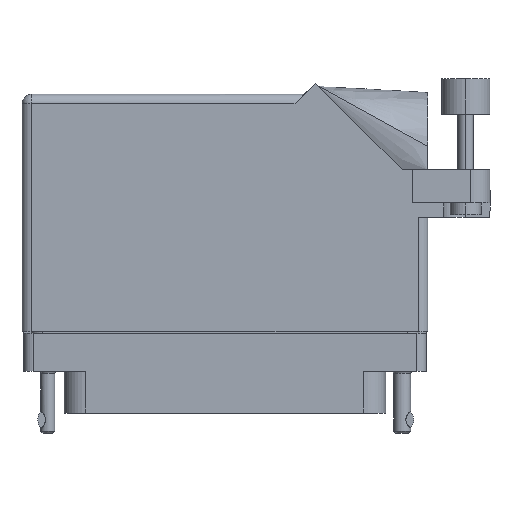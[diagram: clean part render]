
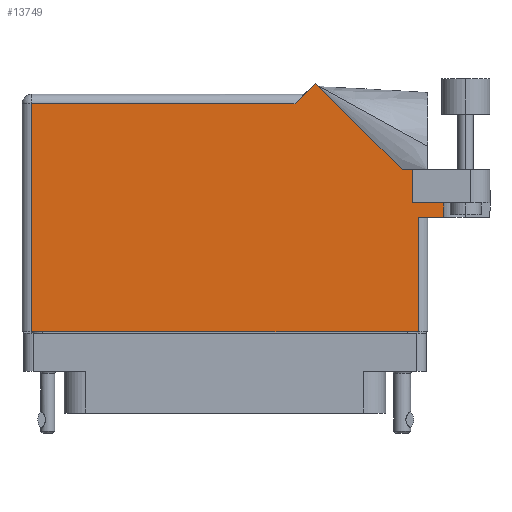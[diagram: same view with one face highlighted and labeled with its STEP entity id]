
A CAD part, front view. The second image highlights one B-rep face of the part: STEP entity #13749.
In plain terms, the highlighted face is planar.
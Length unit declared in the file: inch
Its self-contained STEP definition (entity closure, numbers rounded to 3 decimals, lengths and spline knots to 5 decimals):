
#1504 = DIRECTION ( 'NONE',  ( 1., 0., 0. ) ) ;
#1519 = VERTEX_POINT ( 'NONE', #30652 ) ;
#4301 = VERTEX_POINT ( 'NONE', #25551 ) ;
#4845 = CARTESIAN_POINT ( 'NONE',  ( 1.206, 0.944, 0.455 ) ) ;
#4940 = DIRECTION ( 'NONE',  ( -1., 0., 0. ) ) ;
#5123 = EDGE_CURVE ( 'NONE', #58294, #44731, #46602, .T. ) ;
#6094 = EDGE_CURVE ( 'NONE', #30020, #58294, #40551, .T. ) ;
#6483 = LINE ( 'NONE', #50336, #45820 ) ;
#7136 = VECTOR ( 'NONE', #1504, 39.37008 ) ;
#7655 = DIRECTION ( 'NONE',  ( 0., -1., 0. ) ) ;
#8385 = EDGE_CURVE ( 'NONE', #1519, #31093, #40245, .T. ) ;
#8808 = DIRECTION ( 'NONE',  ( 0., -1., 0. ) ) ;
#8849 = DIRECTION ( 'NONE',  ( -0.707, 0.707, 0. ) ) ;
#11216 = LINE ( 'NONE', #57188, #18658 ) ;
#11221 = DIRECTION ( 'NONE',  ( -0.707, -0.707, 0. ) ) ;
#11540 = VECTOR ( 'NONE', #53731, 39.37008 ) ;
#12447 = EDGE_CURVE ( 'NONE', #54988, #31093, #60627, .T. ) ;
#12551 = DIRECTION ( 'NONE',  ( -1., 0., 0. ) ) ;
#13465 = DIRECTION ( 'NONE',  ( 0., 1., 0. ) ) ;
#13749 = ADVANCED_FACE ( 'NONE', ( #47461 ), #35393, .F. ) ;
#14636 = VERTEX_POINT ( 'NONE', #4845 ) ;
#16119 = CARTESIAN_POINT ( 'NONE',  ( -1.306, 1.43, 0.455 ) ) ;
#16841 = CARTESIAN_POINT ( 'NONE',  ( 1.14042, 0.944, 0.455 ) ) ;
#18658 = VECTOR ( 'NONE', #4940, 39.37008 ) ;
#18730 = ORIENTED_EDGE ( 'NONE', *, *, #29832, .T. ) ;
#19046 = ORIENTED_EDGE ( 'NONE', *, *, #54438, .T. ) ;
#19590 = ORIENTED_EDGE ( 'NONE', *, *, #8385, .F. ) ;
#20194 = ORIENTED_EDGE ( 'NONE', *, *, #5123, .T. ) ;
#22588 = CARTESIAN_POINT ( 'NONE',  ( 1.206, 0.731, 0.455 ) ) ;
#23058 = CARTESIAN_POINT ( 'NONE',  ( -1.244, -0.1, 0.455 ) ) ;
#23202 = VECTOR ( 'NONE', #7655, 39.37008 ) ;
#24641 = LINE ( 'NONE', #41838, #34871 ) ;
#25551 = CARTESIAN_POINT ( 'NONE',  ( 1.206, 0.731, 0.455 ) ) ;
#27980 = VECTOR ( 'NONE', #11221, 39.37008 ) ;
#29134 = ORIENTED_EDGE ( 'NONE', *, *, #6094, .T. ) ;
#29506 = VERTEX_POINT ( 'NONE', #16841 ) ;
#29832 = EDGE_CURVE ( 'NONE', #38811, #59687, #57688, .T. ) ;
#30020 = VERTEX_POINT ( 'NONE', #60813 ) ;
#30652 = CARTESIAN_POINT ( 'NONE',  ( 1.4075, 0.731, 0.455 ) ) ;
#31093 = VERTEX_POINT ( 'NONE', #52410 ) ;
#31438 = EDGE_CURVE ( 'NONE', #4301, #1519, #44213, .T. ) ;
#31456 = CARTESIAN_POINT ( 'NONE',  ( 1.4075, 1.06177, 0.455 ) ) ;
#32922 = CARTESIAN_POINT ( 'NONE',  ( 1.244, -0.1, 0.455 ) ) ;
#33844 = ORIENTED_EDGE ( 'NONE', *, *, #31438, .F. ) ;
#33946 = EDGE_CURVE ( 'NONE', #4301, #14636, #52886, .T. ) ;
#34164 = ORIENTED_EDGE ( 'NONE', *, *, #57644, .T. ) ;
#34871 = VECTOR ( 'NONE', #13465, 39.37008 ) ;
#35393 = PLANE ( 'NONE',  #45273 ) ;
#36075 = VECTOR ( 'NONE', #43030, 39.37008 ) ;
#36505 = VECTOR ( 'NONE', #59982, 39.37008 ) ;
#38811 = VERTEX_POINT ( 'NONE', #60942 ) ;
#40064 = EDGE_CURVE ( 'NONE', #29506, #38811, #54297, .T. ) ;
#40245 = LINE ( 'NONE', #31456, #23202 ) ;
#40551 = LINE ( 'NONE', #23058, #53911 ) ;
#40937 = ORIENTED_EDGE ( 'NONE', *, *, #40064, .T. ) ;
#41657 = VECTOR ( 'NONE', #8849, 39.37008 ) ;
#41838 = CARTESIAN_POINT ( 'NONE',  ( 1.244, 0.637, 0.455 ) ) ;
#43030 = DIRECTION ( 'NONE',  ( 1., 0., 0. ) ) ;
#44017 = CARTESIAN_POINT ( 'NONE',  ( -1.244, -0.1, 0.455 ) ) ;
#44167 = CARTESIAN_POINT ( 'NONE',  ( 1.206, 0.731, 0.455 ) ) ;
#44213 = LINE ( 'NONE', #44167, #11540 ) ;
#44731 = VERTEX_POINT ( 'NONE', #32922 ) ;
#45173 = ORIENTED_EDGE ( 'NONE', *, *, #33946, .T. ) ;
#45273 = AXIS2_PLACEMENT_3D ( 'NONE', #16119, #49949, #49336 ) ;
#45820 = VECTOR ( 'NONE', #12551, 39.37008 ) ;
#46602 = LINE ( 'NONE', #47661, #36075 ) ;
#47461 = FACE_OUTER_BOUND ( 'NONE', #58787, .T. ) ;
#47661 = CARTESIAN_POINT ( 'NONE',  ( -1.306, -0.1, 0.455 ) ) ;
#49336 = DIRECTION ( 'NONE',  ( -1., 0., 0. ) ) ;
#49949 = DIRECTION ( 'NONE',  ( 0., 0., -1. ) ) ;
#50336 = CARTESIAN_POINT ( 'NONE',  ( -1.306, 1.368, 0.455 ) ) ;
#51379 = CARTESIAN_POINT ( 'NONE',  ( 1.14042, 0.944, 0.455 ) ) ;
#51433 = CARTESIAN_POINT ( 'NONE',  ( 1.244, 0.637, 0.455 ) ) ;
#52410 = CARTESIAN_POINT ( 'NONE',  ( 1.4075, 0.637, 0.455 ) ) ;
#52886 = LINE ( 'NONE', #22588, #36505 ) ;
#53731 = DIRECTION ( 'NONE',  ( 1., 0., 0. ) ) ;
#53911 = VECTOR ( 'NONE', #8808, 39.37008 ) ;
#53939 = CARTESIAN_POINT ( 'NONE',  ( 1.306, 0.637, 0.455 ) ) ;
#54165 = CARTESIAN_POINT ( 'NONE',  ( 0.513, 1.43, 0.455 ) ) ;
#54297 = LINE ( 'NONE', #51379, #41657 ) ;
#54438 = EDGE_CURVE ( 'NONE', #59687, #30020, #6483, .T. ) ;
#54988 = VERTEX_POINT ( 'NONE', #51433 ) ;
#55204 = ORIENTED_EDGE ( 'NONE', *, *, #12447, .T. ) ;
#57188 = CARTESIAN_POINT ( 'NONE',  ( 1.706, 0.944, 0.455 ) ) ;
#57451 = ORIENTED_EDGE ( 'NONE', *, *, #59012, .T. ) ;
#57644 = EDGE_CURVE ( 'NONE', #44731, #54988, #24641, .T. ) ;
#57688 = LINE ( 'NONE', #54165, #27980 ) ;
#58294 = VERTEX_POINT ( 'NONE', #44017 ) ;
#58787 = EDGE_LOOP ( 'NONE', ( #20194, #34164, #55204, #19590, #33844, #45173, #57451, #40937, #18730, #19046, #29134 ) ) ;
#59012 = EDGE_CURVE ( 'NONE', #14636, #29506, #11216, .T. ) ;
#59687 = VERTEX_POINT ( 'NONE', #59934 ) ;
#59934 = CARTESIAN_POINT ( 'NONE',  ( 0.451, 1.368, 0.455 ) ) ;
#59982 = DIRECTION ( 'NONE',  ( 0., 1., 0. ) ) ;
#60627 = LINE ( 'NONE', #53939, #7136 ) ;
#60813 = CARTESIAN_POINT ( 'NONE',  ( -1.244, 1.368, 0.455 ) ) ;
#60942 = CARTESIAN_POINT ( 'NONE',  ( 0.58371, 1.50071, 0.455 ) ) ;
